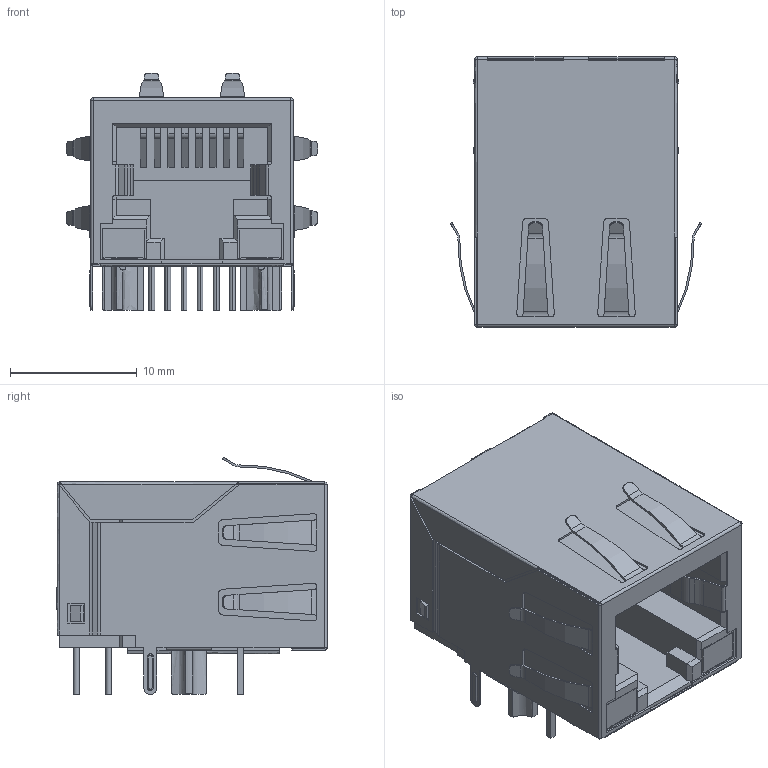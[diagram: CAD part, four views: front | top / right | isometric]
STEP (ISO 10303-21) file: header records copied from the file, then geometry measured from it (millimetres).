
FILE_DESCRIPTION(('Open CASCADE Model'),'2;1');
FILE_NAME('Open CASCADE Shape Model','2025-10-30T00:48:34',('Author'),( 'Open CASCADE'),'Open CASCADE STEP processor 7.9','Open CASCADE 7.9' ,'Unknown');
FILE_SCHEMA(('AUTOMOTIVE_DESIGN { 1 0 10303 214 1 1 1 1 }'));
Length unit declared in the file: millimetre
Products named in the file (1): COMPOUND
Bounding box: 19.9 x 21.35 x 18.81 mm (x, y, z)
Volume: 3164.2 mm3; surface area: 5219.6 mm2
Topology: 4 solids, 4 shells, 782 faces, 2149 edges, 1416 vertices
Faces by surface type: bspline 782
Entity records: 28831 total; most frequent: CARTESIAN_POINT 11546, ORIENTED_EDGE 4298, EDGE_CURVE 2149, B_SPLINE_CURVE_WITH_KNOTS 1802, VERTEX_POINT 1416, FACE_BOUND 861, EDGE_LOOP 861, ADVANCED_FACE 782
